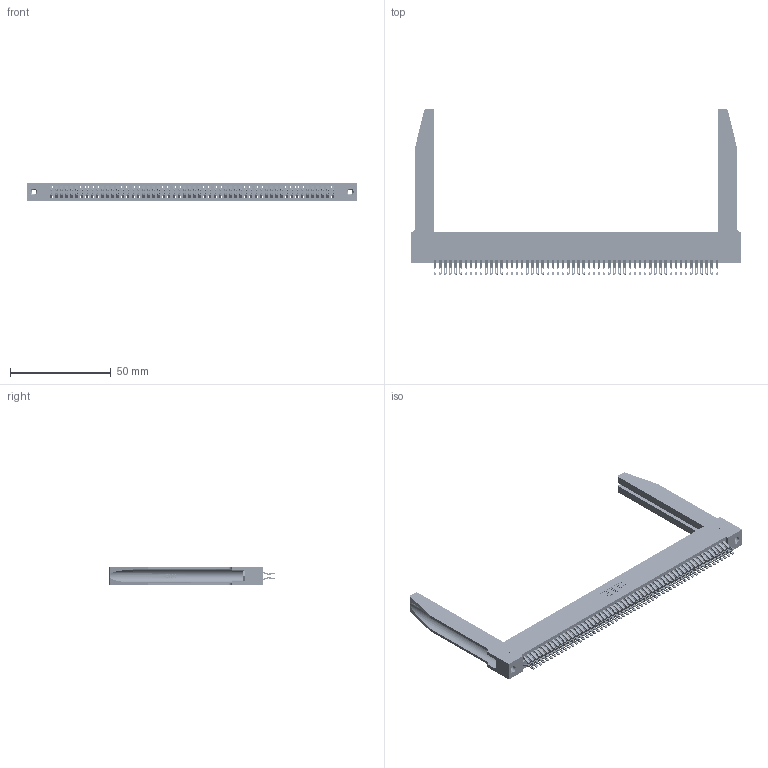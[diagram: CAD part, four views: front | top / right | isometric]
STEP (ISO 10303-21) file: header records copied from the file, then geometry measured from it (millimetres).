
FILE_DESCRIPTION (( 'STEP AP203' ), '1' );
FILE_NAME ('395-112-555-278.STEP', '2019-10-27T15:52:55', ( '' ), ( '' ), 'SwSTEP 2.0', 'SolidWorks 2016', '' );
FILE_SCHEMA (( 'CONFIG_CONTROL_DESIGN' ));
Length unit declared in the file: inch
Products named in the file (5): 345-292-001_555 Tail; 345-250-001_345-250-001-102; 345-220-078_345-220-078; 395-112-555-278; 345 Part_Flush Mounting Lugs - 0.156 Dia-TH
Assembly tree (117 placements, depth 2):
  395-112-555-278
    345 Part_Flush Mounting Lugs - 0.156 Dia-TH
    345-292-001_555 Tail  x112
    345-250-001_345-250-001-102  x2
    345-220-078_345-220-078  x2
Bounding box: 163.47 x 82.09 x 9.4 mm (x, y, z)
Volume: 24105.3 mm3; surface area: 32385.2 mm2
Topology: 117 solids, 117 shells, 6632 faces, 20773 edges, 13838 vertices
Faces by surface type: plane 3694, cylinder 2886, bspline 36, cone 12, torus 4
Entity records: 47120 total; most frequent: CARTESIAN_POINT 8837, ORIENTED_EDGE 7638, DIRECTION 6737, EDGE_CURVE 3819, VECTOR 3349, LINE 3349, VERTEX_POINT 2540, AXIS2_PLACEMENT_3D 1694
